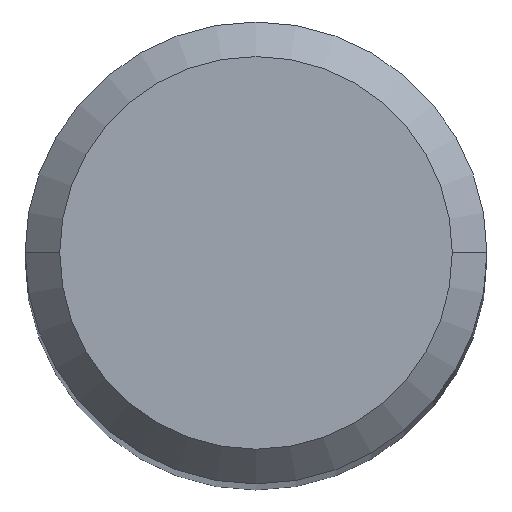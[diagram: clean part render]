
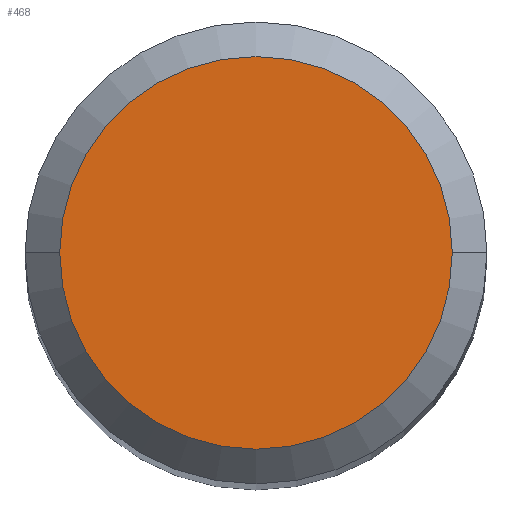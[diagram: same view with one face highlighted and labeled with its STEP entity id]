
A CAD part, top view. The second image highlights one B-rep face of the part: STEP entity #468.
In plain terms, the highlighted planar face has unit normal (0, 0, 1).
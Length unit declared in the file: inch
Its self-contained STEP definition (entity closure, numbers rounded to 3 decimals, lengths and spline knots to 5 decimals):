
#28 = CARTESIAN_POINT ( 'NONE',  ( 0., 0., 0. ) ) ;
#41 = DIRECTION ( 'NONE',  ( -1., 0., 0. ) ) ;
#49 = VERTEX_POINT ( 'NONE', #198 ) ;
#56 = CARTESIAN_POINT ( 'NONE',  ( 0., 0., 0. ) ) ;
#78 = DIRECTION ( 'NONE',  ( 0., 0., 1. ) ) ;
#86 = EDGE_CURVE ( 'NONE', #106, #49, #416, .T. ) ;
#106 = VERTEX_POINT ( 'NONE', #442 ) ;
#113 = AXIS2_PLACEMENT_3D ( 'NONE', #380, #465, #41 ) ;
#140 = ORIENTED_EDGE ( 'NONE', *, *, #369, .T. ) ;
#198 = CARTESIAN_POINT ( 'NONE',  ( -0.10625, 0., 0. ) ) ;
#226 = FACE_OUTER_BOUND ( 'NONE', #311, .T. ) ;
#243 = AXIS2_PLACEMENT_3D ( 'NONE', #56, #356, #274 ) ;
#259 = ORIENTED_EDGE ( 'NONE', *, *, #86, .T. ) ;
#269 = PLANE ( 'NONE',  #113 ) ;
#274 = DIRECTION ( 'NONE',  ( 1., 0., 0. ) ) ;
#311 = EDGE_LOOP ( 'NONE', ( #140, #259 ) ) ;
#334 = AXIS2_PLACEMENT_3D ( 'NONE', #28, #78, #405 ) ;
#356 = DIRECTION ( 'NONE',  ( 0., 0., 1. ) ) ;
#369 = EDGE_CURVE ( 'NONE', #49, #106, #417, .T. ) ;
#380 = CARTESIAN_POINT ( 'NONE',  ( 0., 0., 0. ) ) ;
#405 = DIRECTION ( 'NONE',  ( 1., 0., 0. ) ) ;
#416 = CIRCLE ( 'NONE', #243, 0.10625 ) ;
#417 = CIRCLE ( 'NONE', #334, 0.10625 ) ;
#442 = CARTESIAN_POINT ( 'NONE',  ( 0.10625, 0., 0. ) ) ;
#465 = DIRECTION ( 'NONE',  ( 0., 0., -1. ) ) ;
#468 = ADVANCED_FACE ( 'NONE', ( #226 ), #269, .F. ) ;
